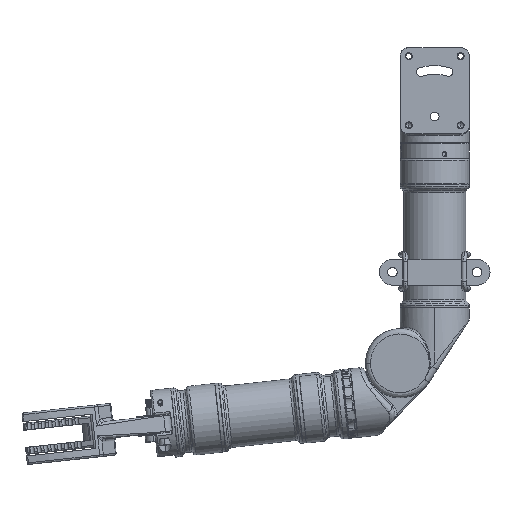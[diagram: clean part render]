
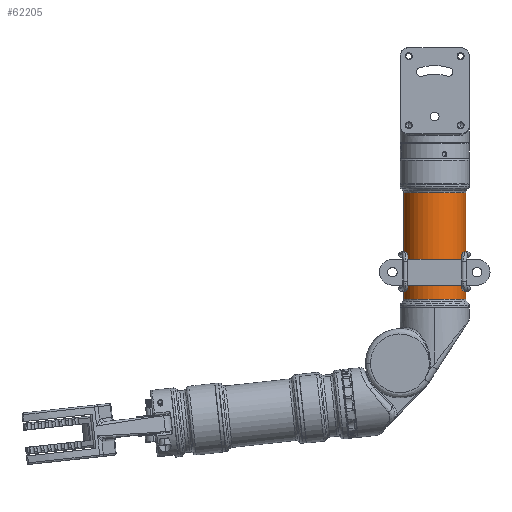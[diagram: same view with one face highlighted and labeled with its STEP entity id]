
A CAD part, front view. The second image highlights one B-rep face of the part: STEP entity #62205.
In plain terms, the highlighted cylindrical face has radius 17.9 mm (diameter 35.8 mm), a partial arc.
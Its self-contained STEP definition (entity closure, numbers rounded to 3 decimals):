
#2728 = DIRECTION ( 'NONE',  ( -1., 0., 0. ) ) ;
#4109 = ORIENTED_EDGE ( 'NONE', *, *, #8257, .T. ) ;
#4863 = DIRECTION ( 'NONE',  ( -1., 0., 0. ) ) ;
#6063 = DIRECTION ( 'NONE',  ( 1., 0., 0. ) ) ;
#6723 = VECTOR ( 'NONE', #2728, 1000. ) ;
#7089 = VERTEX_POINT ( 'NONE', #70550 ) ;
#7985 = VERTEX_POINT ( 'NONE', #36281 ) ;
#8257 = EDGE_CURVE ( 'NONE', #44201, #7089, #14930, .T. ) ;
#8577 = EDGE_LOOP ( 'NONE', ( #12980, #40416, #29965, #4109 ) ) ;
#8924 = EDGE_CURVE ( 'NONE', #7985, #67263, #48918, .T. ) ;
#10277 = DIRECTION ( 'NONE',  ( -1., 0., 0. ) ) ;
#12980 = ORIENTED_EDGE ( 'NONE', *, *, #15712, .F. ) ;
#14930 = CIRCLE ( 'NONE', #55200, 17.9 ) ;
#15712 = EDGE_CURVE ( 'NONE', #7985, #7089, #43012, .T. ) ;
#19543 = EDGE_CURVE ( 'NONE', #67263, #44201, #22358, .T. ) ;
#21244 = CYLINDRICAL_SURFACE ( 'NONE', #54900, 17.9 ) ;
#22358 = LINE ( 'NONE', #44025, #6723 ) ;
#23107 = FACE_OUTER_BOUND ( 'NONE', #8577, .T. ) ;
#27721 = CARTESIAN_POINT ( 'NONE',  ( -30.772, 0., 17.9 ) ) ;
#29965 = ORIENTED_EDGE ( 'NONE', *, *, #19543, .T. ) ;
#30101 = CARTESIAN_POINT ( 'NONE',  ( 30.772, 0., 0. ) ) ;
#31057 = CARTESIAN_POINT ( 'NONE',  ( 30.772, 0., 17.9 ) ) ;
#36047 = DIRECTION ( 'NONE',  ( 0., 0., 1. ) ) ;
#36281 = CARTESIAN_POINT ( 'NONE',  ( 30.772, 0., -17.9 ) ) ;
#39924 = DIRECTION ( 'NONE',  ( 0., 0., 1. ) ) ;
#40416 = ORIENTED_EDGE ( 'NONE', *, *, #8924, .T. ) ;
#41400 = CARTESIAN_POINT ( 'NONE',  ( -30.772, 0., 0. ) ) ;
#43012 = LINE ( 'NONE', #70286, #56792 ) ;
#44025 = CARTESIAN_POINT ( 'NONE',  ( 0., 0., 17.9 ) ) ;
#44201 = VERTEX_POINT ( 'NONE', #27721 ) ;
#47301 = DIRECTION ( 'NONE',  ( 0., 0., 1. ) ) ;
#48918 = CIRCLE ( 'NONE', #71995, 17.9 ) ;
#54900 = AXIS2_PLACEMENT_3D ( 'NONE', #75128, #10277, #39924 ) ;
#55200 = AXIS2_PLACEMENT_3D ( 'NONE', #41400, #6063, #47301 ) ;
#56792 = VECTOR ( 'NONE', #4863, 1000. ) ;
#62205 = ADVANCED_FACE ( 'NONE', ( #23107 ), #21244, .T. ) ;
#67263 = VERTEX_POINT ( 'NONE', #31057 ) ;
#70286 = CARTESIAN_POINT ( 'NONE',  ( 0., 0., -17.9 ) ) ;
#70550 = CARTESIAN_POINT ( 'NONE',  ( -30.772, 0., -17.9 ) ) ;
#71283 = DIRECTION ( 'NONE',  ( -1., 0., 0. ) ) ;
#71995 = AXIS2_PLACEMENT_3D ( 'NONE', #30101, #71283, #36047 ) ;
#75128 = CARTESIAN_POINT ( 'NONE',  ( 0., 0., 0. ) ) ;
